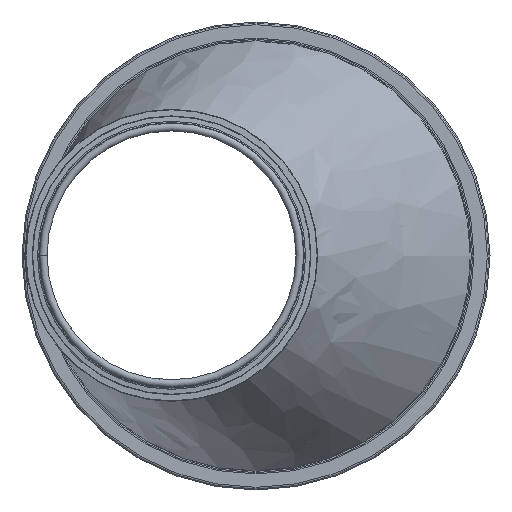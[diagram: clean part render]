
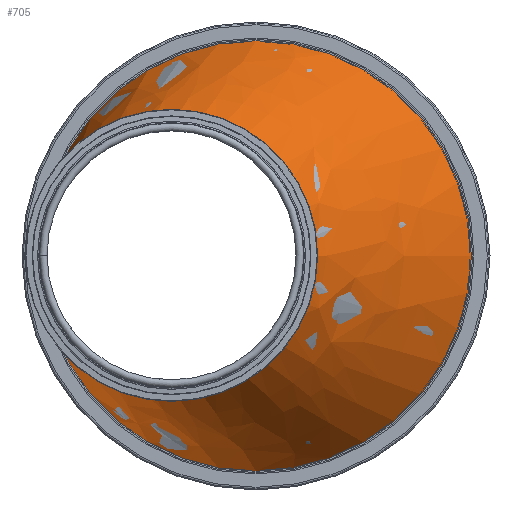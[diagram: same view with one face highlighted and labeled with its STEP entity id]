
A CAD part, top view. The second image highlights one B-rep face of the part: STEP entity #705.
In plain terms, the highlighted free-form (B-spline) face has degree [1, 2] with [2, 9] control points.
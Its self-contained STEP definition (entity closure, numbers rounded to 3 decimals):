
#151=CARTESIAN_POINT('',(49.025,0.0,0.0));
#152=VERTEX_POINT('',#151);
#153=CARTESIAN_POINT('',(-49.025,0.,0.0));
#154=VERTEX_POINT('',#153);
#327=CARTESIAN_POINT('',(0.0,0.0,0.0));
#328=DIRECTION('',(0.0,0.0,-1.0));
#329=DIRECTION('',(1.0,0.0,0.0));
#330=AXIS2_PLACEMENT_3D('',#327,#328,#329);
#331=CIRCLE('',#330,49.025);
#332=EDGE_CURVE('',#152,#154,#331,.T.);
#386=CARTESIAN_POINT('',(-49.025,0.0,-79.));
#387=VERTEX_POINT('',#386);
#388=CARTESIAN_POINT('',(31.625,0.0,-79.0));
#389=DIRECTION('',(0.0,0.0,1.0));
#390=DIRECTION('',(1.0,0.0,0.0));
#391=AXIS2_PLACEMENT_3D('',#388,#389,#390);
#392=CIRCLE('',#391,80.65);
#393=EDGE_CURVE('',#387,#387,#392,.T.);
#666=CARTESIAN_POINT('',(-10.755,43.315,13.433));
#667=CARTESIAN_POINT('',(31.625,91.281,-107.308));
#668=CARTESIAN_POINT('',(-49.025,43.315,0.));
#669=CARTESIAN_POINT('',(-49.025,91.281,-135.616));
#670=CARTESIAN_POINT('',(-49.025,0.,0.));
#671=CARTESIAN_POINT('',(-49.025,0.,-135.616));
#672=CARTESIAN_POINT('',(-49.025,-43.315,0.));
#673=CARTESIAN_POINT('',(-49.025,-91.281,-135.616));
#674=CARTESIAN_POINT('',(-10.755,-43.315,13.433));
#675=CARTESIAN_POINT('',(31.625,-91.281,-107.308));
#676=CARTESIAN_POINT('',(27.516,-43.315,26.866));
#677=CARTESIAN_POINT('',(112.275,-91.281,-79.));
#678=CARTESIAN_POINT('',(27.516,0.,26.866));
#679=CARTESIAN_POINT('',(112.275,0.,-79.));
#680=CARTESIAN_POINT('',(27.516,43.315,26.866));
#681=CARTESIAN_POINT('',(112.275,91.281,-79.));
#682=CARTESIAN_POINT('',(-10.755,43.315,13.433));
#683=CARTESIAN_POINT('',(31.625,91.281,-107.308));
#691=(BOUNDED_SURFACE()B_SPLINE_SURFACE(1,2,((#666,#668,#670,#672,#674,#676,#678,#680,#682),(#667,#669,#671,#673,#675,#677,#679,#681,#683)),.UNSPECIFIED.,.F.,.T.,.U.)B_SPLINE_SURFACE_WITH_KNOTS((2,2),(3,2,2,2,3),(-1.331,0.351),(0.0,127.657,255.314,382.972,510.629),.UNSPECIFIED.)GEOMETRIC_REPRESENTATION_ITEM()RATIONAL_B_SPLINE_SURFACE(((1.0,0.707,1.0,0.707,1.0,0.707,1.0,0.707,1.0),(1.0,0.707,1.0,0.707,1.0,0.707,1.0,0.707,1.0)))REPRESENTATION_ITEM('')SURFACE());
#692=ORIENTED_EDGE('',*,*,#332,.T.);
#693=CARTESIAN_POINT('',(0.0,0.0,0.0));
#694=DIRECTION('',(0.0,0.0,-1.0));
#695=DIRECTION('',(1.0,0.0,0.0));
#696=AXIS2_PLACEMENT_3D('',#693,#694,#695);
#697=CIRCLE('',#696,49.025);
#698=EDGE_CURVE('',#154,#152,#697,.T.);
#699=ORIENTED_EDGE('',*,*,#698,.T.);
#700=EDGE_LOOP('',(#692,#699));
#701=FACE_OUTER_BOUND('',#700,.T.);
#702=ORIENTED_EDGE('',*,*,#393,.T.);
#703=EDGE_LOOP('',(#702));
#704=FACE_BOUND('',#703,.T.);
#705=ADVANCED_FACE('',(#701,#704),#691,.T.);
